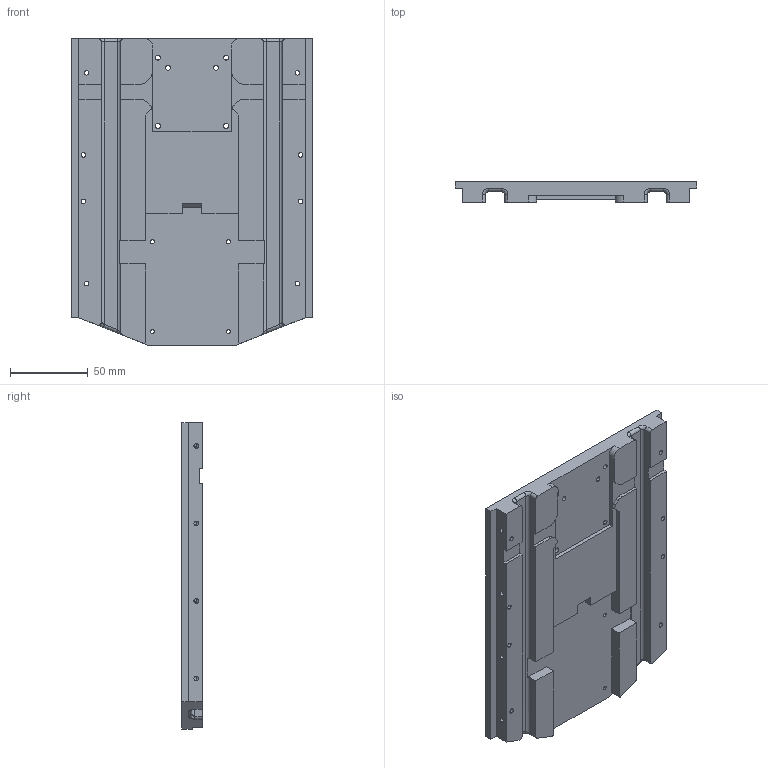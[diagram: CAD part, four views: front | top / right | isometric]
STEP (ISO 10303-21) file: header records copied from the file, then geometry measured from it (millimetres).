
FILE_DESCRIPTION (( 'STEP AP214' ), '1' );
FILE_NAME ('Top Mount.STEP', '2025-03-28T06:55:01', ( '' ), ( '' ), 'SwSTEP 2.0', 'SolidWorks 2022', '' );
FILE_SCHEMA (( 'AUTOMOTIVE_DESIGN' ));
Length unit declared in the file: millimetre
Products named in the file (1): Top Mount
Bounding box: 156 x 13.5 x 197.78 mm (x, y, z)
Volume: 285582.7 mm3; surface area: 77317.5 mm2
Topology: 1 solids, 1 shells, 206 faces, 561 edges, 354 vertices
Faces by surface type: cylinder 100, plane 82, cone 16, torus 4, bspline 4
Entity records: 6617 total; most frequent: CARTESIAN_POINT 1246, DIRECTION 1149, ORIENTED_EDGE 1090, EDGE_CURVE 545, AXIS2_PLACEMENT_3D 409, VERTEX_POINT 354, LINE 331, VECTOR 331
